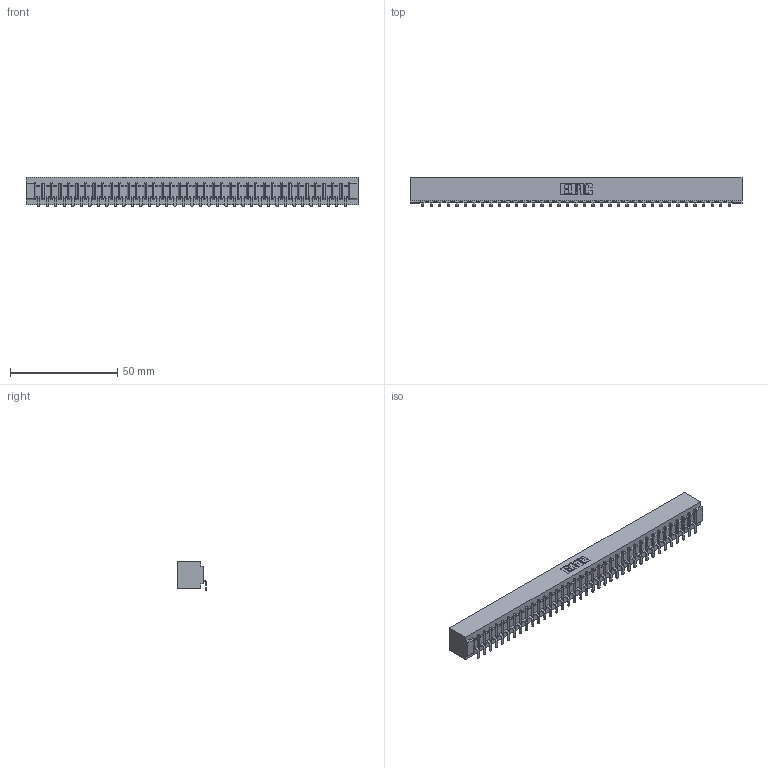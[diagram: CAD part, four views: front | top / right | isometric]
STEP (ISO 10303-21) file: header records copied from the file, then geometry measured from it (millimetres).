
FILE_DESCRIPTION (( 'STEP AP203' ), '1' );
FILE_NAME ('307-037-453-101.STEP', '2020-09-29T04:21:35', ( '' ), ( '' ), 'SwSTEP 2.0', 'SolidWorks 2020', '' );
FILE_SCHEMA (( 'CONFIG_CONTROL_DESIGN' ));
Length unit declared in the file: inch
Products named in the file (3): 307-290-002_553; 307-037-453-101; 307 Part_No Mounting Lugs
Assembly tree (38 placements, depth 2):
  307-037-453-101
    307 Part_No Mounting Lugs
    307-290-002_553  x37
Bounding box: 154.48 x 13.32 x 13.5 mm (x, y, z)
Volume: 17051.9 mm3; surface area: 21674.4 mm2
Topology: 38 solids, 38 shells, 3034 faces, 9327 edges, 6114 vertices
Faces by surface type: plane 1805, cylinder 1153, sphere 76
Entity records: 32912 total; most frequent: CARTESIAN_POINT 5552, ORIENTED_EDGE 5542, DIRECTION 5395, EDGE_CURVE 2771, LINE 2121, VECTOR 2121, VERTEX_POINT 1794, AXIS2_PLACEMENT_3D 1637
